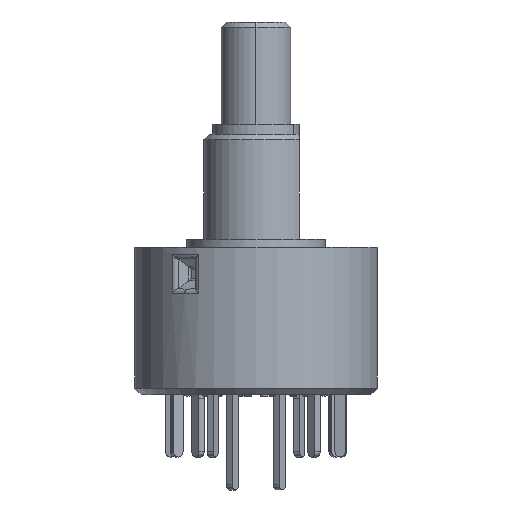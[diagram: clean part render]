
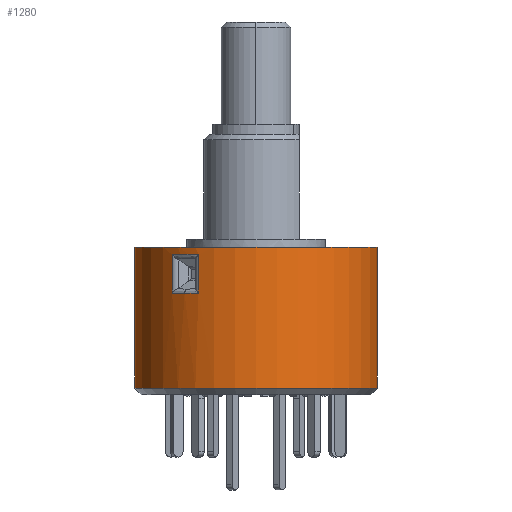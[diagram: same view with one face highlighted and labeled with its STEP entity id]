
A CAD part, left-side view. The second image highlights one B-rep face of the part: STEP entity #1280.
In plain terms, the highlighted cylindrical face has radius 7 mm (diameter 14 mm), a partial arc.
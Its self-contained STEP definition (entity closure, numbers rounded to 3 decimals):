
#63 = VECTOR ( 'NONE', #12480, 1000. ) ;
#118 = CARTESIAN_POINT ( 'NONE',  ( 0., 0., -8.574 ) ) ;
#262 = VERTEX_POINT ( 'NONE', #11177 ) ;
#318 = CARTESIAN_POINT ( 'NONE',  ( -5.061, 4.836, -3.094 ) ) ;
#423 = CARTESIAN_POINT ( 'NONE',  ( 0., 0., -0.45 ) ) ;
#430 = CARTESIAN_POINT ( 'NONE',  ( -6.163, 3.319, -3.094 ) ) ;
#444 = VERTEX_POINT ( 'NONE', #318 ) ;
#694 = LINE ( 'NONE', #6563, #3522 ) ;
#754 = CARTESIAN_POINT ( 'NONE',  ( -5.865, 3.872, -0.841 ) ) ;
#1069 = DIRECTION ( 'NONE',  ( 0., -1., 0. ) ) ;
#1230 = FACE_BOUND ( 'NONE', #14272, .T. ) ;
#1280 = ADVANCED_FACE ( 'NONE', ( #6012, #1230 ), #3697, .T. ) ;
#1353 = DIRECTION ( 'NONE',  ( 0., -1., 0. ) ) ;
#1412 = CARTESIAN_POINT ( 'NONE',  ( -6.163, 3.319, -0.888 ) ) ;
#1556 = ORIENTED_EDGE ( 'NONE', *, *, #11099, .T. ) ;
#1823 = VECTOR ( 'NONE', #12881, 1000. ) ;
#1883 = VERTEX_POINT ( 'NONE', #5720 ) ;
#1970 = VERTEX_POINT ( 'NONE', #5667 ) ;
#2994 = ORIENTED_EDGE ( 'NONE', *, *, #3932, .T. ) ;
#3028 = CARTESIAN_POINT ( 'NONE',  ( -5.663, 4.114, -3.129 ) ) ;
#3043 =( BOUNDED_CURVE ( )  B_SPLINE_CURVE ( 3, ( #430, #14186, #10441, #15311 ),
 .UNSPECIFIED., .F., .T. ) 
 B_SPLINE_CURVE_WITH_KNOTS ( ( 4, 4 ),
 ( 6.149, 6.283 ),
 .UNSPECIFIED. ) 
 CURVE ( )  GEOMETRIC_REPRESENTATION_ITEM ( )  RATIONAL_B_SPLINE_CURVE ( ( 1., 0.998, 0.998, 1. ) ) 
 REPRESENTATION_ITEM ( '' )  );
#3201 = CARTESIAN_POINT ( 'NONE',  ( -5.495, 4.381, -0.841 ) ) ;
#3522 = VECTOR ( 'NONE', #12945, 1000. ) ;
#3587 = ORIENTED_EDGE ( 'NONE', *, *, #7886, .T. ) ;
#3697 = CYLINDRICAL_SURFACE ( 'NONE', #5464, 7. ) ;
#3708 = CARTESIAN_POINT ( 'NONE',  ( 0., -7., -8.574 ) ) ;
#3766 = EDGE_CURVE ( 'NONE', #1883, #1970, #9660, .T. ) ;
#3932 = EDGE_CURVE ( 'NONE', #11214, #12988, #3043, .T. ) ;
#3982 = DIRECTION ( 'NONE',  ( 0., 1., 0. ) ) ;
#4210 = CARTESIAN_POINT ( 'NONE',  ( -5.061, 4.836, -3.094 ) ) ;
#4250 = EDGE_LOOP ( 'NONE', ( #4486, #15597, #3587, #4417 ) ) ;
#4260 = LINE ( 'NONE', #14888, #63 ) ;
#4417 = ORIENTED_EDGE ( 'NONE', *, *, #15404, .T. ) ;
#4433 = CARTESIAN_POINT ( 'NONE',  ( -6.163, 3.319, -0.888 ) ) ;
#4451 = AXIS2_PLACEMENT_3D ( 'NONE', #118, #8715, #1353 ) ;
#4486 = ORIENTED_EDGE ( 'NONE', *, *, #5591, .F. ) ;
#5154 = CARTESIAN_POINT ( 'NONE',  ( -5.061, 4.836, -0.888 ) ) ;
#5464 = AXIS2_PLACEMENT_3D ( 'NONE', #423, #11471, #3982 ) ;
#5591 = EDGE_CURVE ( 'NONE', #1970, #7282, #14881, .T. ) ;
#5667 = CARTESIAN_POINT ( 'NONE',  ( 0., -7., -0.45 ) ) ;
#5720 = CARTESIAN_POINT ( 'NONE',  ( 0., 7., -0.45 ) ) ;
#6012 = FACE_OUTER_BOUND ( 'NONE', #4250, .T. ) ;
#6563 = CARTESIAN_POINT ( 'NONE',  ( -6.163, 3.319, -0.45 ) ) ;
#7282 = VERTEX_POINT ( 'NONE', #3708 ) ;
#7467 = ORIENTED_EDGE ( 'NONE', *, *, #8441, .T. ) ;
#7818 = DIRECTION ( 'NONE',  ( 0., 0., -1. ) ) ;
#7886 = EDGE_CURVE ( 'NONE', #1883, #15360, #11709, .T. ) ;
#8005 = CARTESIAN_POINT ( 'NONE',  ( -5.278, 4.609, -3.117 ) ) ;
#8441 = EDGE_CURVE ( 'NONE', #444, #262, #4260, .T. ) ;
#8715 = DIRECTION ( 'NONE',  ( 0., 0., 1. ) ) ;
#9549 = CARTESIAN_POINT ( 'NONE',  ( -6.163, 3.319, -3.094 ) ) ;
#9660 = CIRCLE ( 'NONE', #10811, 7. ) ;
#10441 = CARTESIAN_POINT ( 'NONE',  ( -5.848, 3.861, -3.129 ) ) ;
#10467 = EDGE_CURVE ( 'NONE', #15440, #11214, #694, .T. ) ;
#10811 = AXIS2_PLACEMENT_3D ( 'NONE', #10874, #15678, #1069 ) ;
#10874 = CARTESIAN_POINT ( 'NONE',  ( 0., 0., -0.45 ) ) ;
#11099 = EDGE_CURVE ( 'NONE', #12988, #444, #11180, .T. ) ;
#11177 = CARTESIAN_POINT ( 'NONE',  ( -5.061, 4.836, -0.888 ) ) ;
#11180 =( BOUNDED_CURVE ( )  B_SPLINE_CURVE ( 3, ( #3028, #14233, #8005, #4210 ),
 .UNSPECIFIED., .F., .F. ) 
 B_SPLINE_CURVE_WITH_KNOTS ( ( 4, 4 ),
 ( 0., 0.134 ),
 .UNSPECIFIED. ) 
 CURVE ( )  GEOMETRIC_REPRESENTATION_ITEM ( )  RATIONAL_B_SPLINE_CURVE ( ( 1., 0.998, 0.998, 1. ) ) 
 REPRESENTATION_ITEM ( '' )  );
#11214 = VERTEX_POINT ( 'NONE', #9549 ) ;
#11384 = CARTESIAN_POINT ( 'NONE',  ( 0., 7., -0.45 ) ) ;
#11471 = DIRECTION ( 'NONE',  ( 0., 0., -1. ) ) ;
#11709 = LINE ( 'NONE', #11384, #12259 ) ;
#12259 = VECTOR ( 'NONE', #7818, 1000. ) ;
#12452 = CARTESIAN_POINT ( 'NONE',  ( -5.663, 4.114, -3.129 ) ) ;
#12480 = DIRECTION ( 'NONE',  ( 0., 0., 1. ) ) ;
#12748 = EDGE_CURVE ( 'NONE', #262, #15440, #14176, .T. ) ;
#12881 = DIRECTION ( 'NONE',  ( 0., 0., -1. ) ) ;
#12945 = DIRECTION ( 'NONE',  ( 0., 0., -1. ) ) ;
#12988 = VERTEX_POINT ( 'NONE', #12452 ) ;
#13522 = ORIENTED_EDGE ( 'NONE', *, *, #10467, .T. ) ;
#13661 = CARTESIAN_POINT ( 'NONE',  ( 0., 7., -8.574 ) ) ;
#14176 =( BOUNDED_CURVE ( )  B_SPLINE_CURVE ( 3, ( #5154, #3201, #754, #4433 ),
 .UNSPECIFIED., .F., .F. ) 
 B_SPLINE_CURVE_WITH_KNOTS ( ( 4, 4 ),
 ( 3.007, 3.276 ),
 .UNSPECIFIED. ) 
 CURVE ( )  GEOMETRIC_REPRESENTATION_ITEM ( )  RATIONAL_B_SPLINE_CURVE ( ( 1., 0.994, 0.994, 1. ) ) 
 REPRESENTATION_ITEM ( '' )  );
#14186 = CARTESIAN_POINT ( 'NONE',  ( -6.015, 3.595, -3.117 ) ) ;
#14233 = CARTESIAN_POINT ( 'NONE',  ( -5.479, 4.368, -3.129 ) ) ;
#14272 = EDGE_LOOP ( 'NONE', ( #2994, #1556, #7467, #15807, #13522 ) ) ;
#14550 = CIRCLE ( 'NONE', #4451, 7. ) ;
#14881 = LINE ( 'NONE', #15145, #1823 ) ;
#14888 = CARTESIAN_POINT ( 'NONE',  ( -5.061, 4.836, -0.45 ) ) ;
#15145 = CARTESIAN_POINT ( 'NONE',  ( 0., -7., -0.45 ) ) ;
#15311 = CARTESIAN_POINT ( 'NONE',  ( -5.663, 4.114, -3.129 ) ) ;
#15360 = VERTEX_POINT ( 'NONE', #13661 ) ;
#15404 = EDGE_CURVE ( 'NONE', #15360, #7282, #14550, .T. ) ;
#15440 = VERTEX_POINT ( 'NONE', #1412 ) ;
#15597 = ORIENTED_EDGE ( 'NONE', *, *, #3766, .F. ) ;
#15678 = DIRECTION ( 'NONE',  ( 0., 0., 1. ) ) ;
#15807 = ORIENTED_EDGE ( 'NONE', *, *, #12748, .T. ) ;
